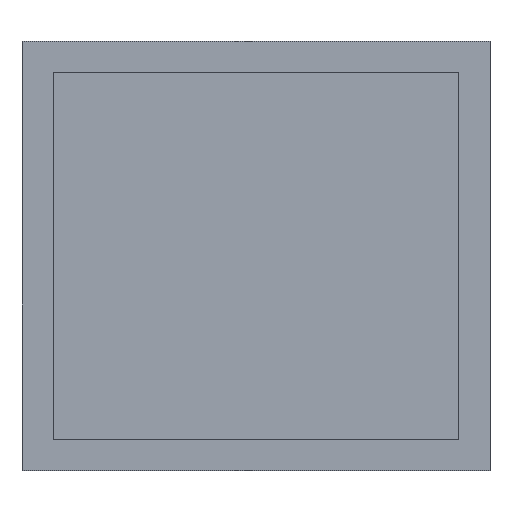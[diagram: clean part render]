
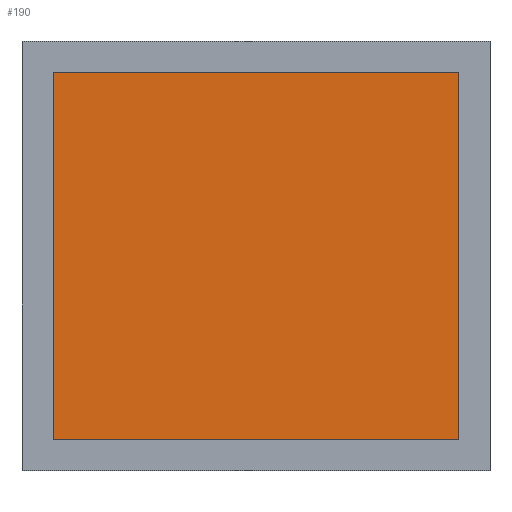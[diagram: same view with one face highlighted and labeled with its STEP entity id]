
A CAD part, top view. The second image highlights one B-rep face of the part: STEP entity #190.
In plain terms, the highlighted planar face has unit normal (0, 0, 1).
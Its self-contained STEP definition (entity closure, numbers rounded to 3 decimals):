
#20=FACE_OUTER_BOUND('',#31,.T.);
#31=EDGE_LOOP('',(#143,#144,#145,#146));
#39=LINE('',#274,#63);
#43=LINE('',#282,#67);
#46=LINE('',#288,#70);
#49=LINE('',#293,#73);
#63=VECTOR('',#226,10.);
#67=VECTOR('',#232,10.);
#70=VECTOR('',#237,10.);
#73=VECTOR('',#242,10.);
#87=VERTEX_POINT('',#272);
#88=VERTEX_POINT('',#273);
#91=VERTEX_POINT('',#281);
#93=VERTEX_POINT('',#287);
#103=EDGE_CURVE('',#87,#88,#39,.F.);
#107=EDGE_CURVE('',#91,#87,#43,.F.);
#110=EDGE_CURVE('',#93,#91,#46,.F.);
#113=EDGE_CURVE('',#88,#93,#49,.F.);
#143=ORIENTED_EDGE('',*,*,#113,.T.);
#144=ORIENTED_EDGE('',*,*,#110,.T.);
#145=ORIENTED_EDGE('',*,*,#107,.T.);
#146=ORIENTED_EDGE('',*,*,#103,.T.);
#179=PLANE('',#215);
#190=ADVANCED_FACE('',(#20),#179,.T.);
#215=AXIS2_PLACEMENT_3D('',#295,#244,#245);
#226=DIRECTION('',(1.,0.,0.));
#232=DIRECTION('',(0.,-1.,0.));
#237=DIRECTION('',(-1.,0.,0.));
#242=DIRECTION('',(0.,1.,0.));
#244=DIRECTION('center_axis',(0.,0.,1.));
#245=DIRECTION('ref_axis',(1.,0.,0.));
#272=CARTESIAN_POINT('',(51.,1.,4.));
#273=CARTESIAN_POINT('',(-1.,1.,4.));
#274=CARTESIAN_POINT('',(40.,1.,4.));
#281=CARTESIAN_POINT('',(51.,-46.,4.));
#282=CARTESIAN_POINT('',(51.,-36.25,4.));
#287=CARTESIAN_POINT('',(-1.,-46.,4.));
#288=CARTESIAN_POINT('',(10.,-46.,4.));
#293=CARTESIAN_POINT('',(-1.,-8.75,4.));
#295=CARTESIAN_POINT('Origin',(25.,-22.5,4.));
